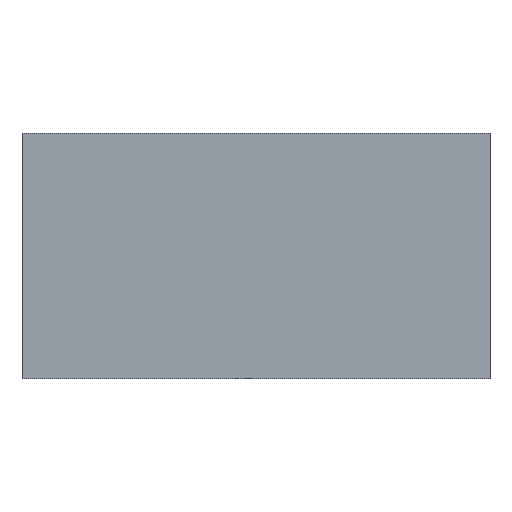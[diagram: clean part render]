
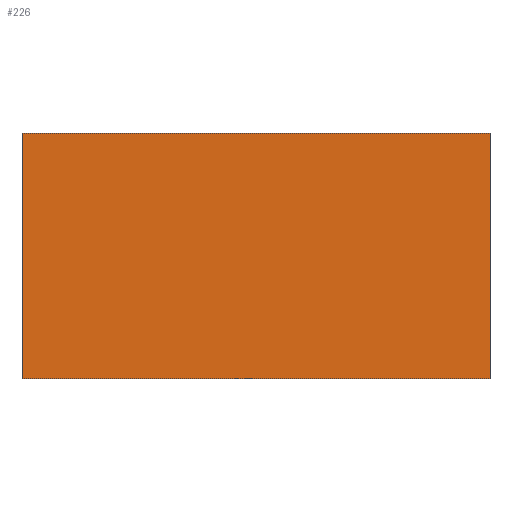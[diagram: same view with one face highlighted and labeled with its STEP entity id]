
A CAD part, front view. The second image highlights one B-rep face of the part: STEP entity #226.
In plain terms, the highlighted planar face has unit normal (0, -1, 0).
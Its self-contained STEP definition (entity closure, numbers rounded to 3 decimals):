
#226 = ADVANCED_FACE( '', ( #479 ), #480, .F. );
#479 = FACE_OUTER_BOUND( '', #744, .T. );
#480 = PLANE( '', #745 );
#744 = EDGE_LOOP( '', ( #1403, #1404, #1405, #1406 ) );
#745 = AXIS2_PLACEMENT_3D( '', #1407, #1408, #1409 );
#1403 = ORIENTED_EDGE( '', *, *, #1730, .T. );
#1404 = ORIENTED_EDGE( '', *, *, #1813, .F. );
#1405 = ORIENTED_EDGE( '', *, *, #1833, .F. );
#1406 = ORIENTED_EDGE( '', *, *, #1836, .T. );
#1407 = CARTESIAN_POINT( '', ( -20., -33., 4. ) );
#1408 = DIRECTION( '', ( 0., 1., 0. ) );
#1409 = DIRECTION( '', ( 0., 0., 1. ) );
#1730 = EDGE_CURVE( '', #2134, #2139, #2141, .T. );
#1813 = EDGE_CURVE( '', #2262, #2139, #2264, .T. );
#1833 = EDGE_CURVE( '', #2288, #2262, #2290, .T. );
#1836 = EDGE_CURVE( '', #2288, #2134, #2293, .T. );
#2134 = VERTEX_POINT( '', #2701 );
#2139 = VERTEX_POINT( '', #2709 );
#2141 = LINE( '', #2712, #2713 );
#2262 = VERTEX_POINT( '', #2890 );
#2264 = LINE( '', #2893, #2894 );
#2288 = VERTEX_POINT( '', #2929 );
#2290 = LINE( '', #2932, #2933 );
#2293 = LINE( '', #2937, #2938 );
#2701 = CARTESIAN_POINT( '', ( -20., -33., 0. ) );
#2709 = CARTESIAN_POINT( '', ( 20., -33., 0. ) );
#2712 = CARTESIAN_POINT( '', ( -20., -33., 0. ) );
#2713 = VECTOR( '', #3172, 1000. );
#2890 = CARTESIAN_POINT( '', ( 20., -33., 21. ) );
#2893 = CARTESIAN_POINT( '', ( 20., -33., 4. ) );
#2894 = VECTOR( '', #3251, 1000. );
#2929 = CARTESIAN_POINT( '', ( -20., -33., 21. ) );
#2932 = CARTESIAN_POINT( '', ( -20., -33., 21. ) );
#2933 = VECTOR( '', #3267, 1000. );
#2937 = CARTESIAN_POINT( '', ( -20., -33., 4. ) );
#2938 = VECTOR( '', #3269, 1000. );
#3172 = DIRECTION( '', ( 1., 0., 0. ) );
#3251 = DIRECTION( '', ( 0., 0., -1. ) );
#3267 = DIRECTION( '', ( 1., 0., 0. ) );
#3269 = DIRECTION( '', ( 0., 0., -1. ) );
